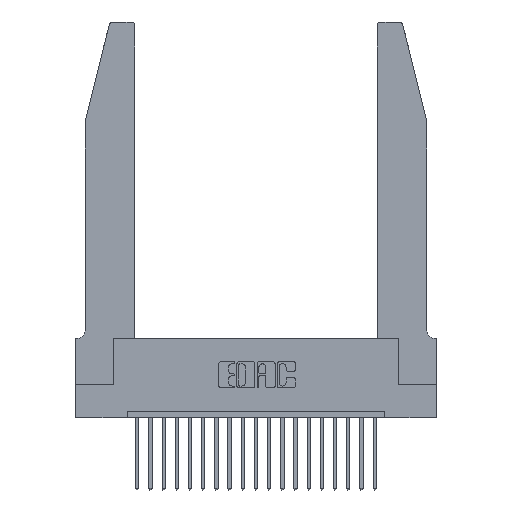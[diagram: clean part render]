
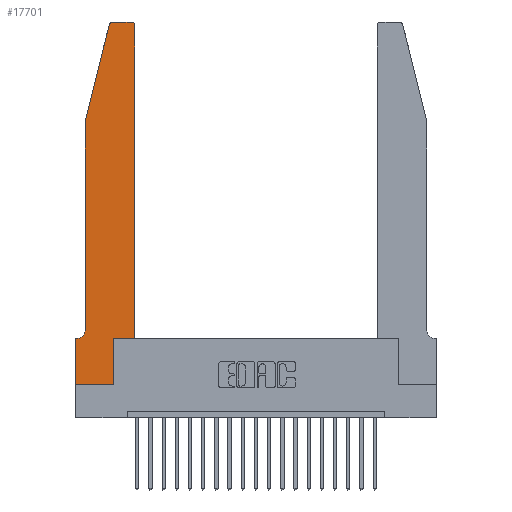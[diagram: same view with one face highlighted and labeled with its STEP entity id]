
A CAD part, top view. The second image highlights one B-rep face of the part: STEP entity #17701.
In plain terms, the highlighted planar face has unit normal (0, 0, 1).
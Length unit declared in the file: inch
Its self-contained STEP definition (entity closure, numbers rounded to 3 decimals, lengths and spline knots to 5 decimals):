
#323 = DIRECTION ( 'NONE',  ( 0., 0., 1. ) ) ;
#470 = EDGE_CURVE ( 'NONE', #6366, #9411, #15685, .T. ) ;
#682 = EDGE_CURVE ( 'NONE', #17073, #20517, #21119, .T. ) ;
#828 = CARTESIAN_POINT ( 'NONE',  ( 0.4205, 2.72, 0.37 ) ) ;
#1315 = DIRECTION ( 'NONE',  ( -0.239, -0.971, 0. ) ) ;
#1858 = DIRECTION ( 'NONE',  ( 1., 0., 0. ) ) ;
#1988 = CARTESIAN_POINT ( 'NONE',  ( 0.2865, 0.35, 0.37 ) ) ;
#2136 = EDGE_CURVE ( 'NONE', #6798, #17840, #18660, .T. ) ;
#2159 = DIRECTION ( 'NONE',  ( -1., 0., 0. ) ) ;
#2289 = CARTESIAN_POINT ( 'NONE',  ( 0.0755, 2., 0.37 ) ) ;
#2611 = CARTESIAN_POINT ( 'NONE',  ( 0.0055, 0.42, 0.37 ) ) ;
#2906 = EDGE_CURVE ( 'NONE', #20753, #22122, #3130, .T. ) ;
#2966 = ORIENTED_EDGE ( 'NONE', *, *, #2136, .T. ) ;
#3130 = LINE ( 'NONE', #20860, #6293 ) ;
#3656 = VECTOR ( 'NONE', #1858, 39.37008 ) ;
#3961 = EDGE_CURVE ( 'NONE', #18366, #17073, #21831, .T. ) ;
#4112 = PLANE ( 'NONE',  #19048 ) ;
#4199 = DIRECTION ( 'NONE',  ( 1., 0., 0. ) ) ;
#4741 = CARTESIAN_POINT ( 'NONE',  ( 0.2865, 0.35, 0.37 ) ) ;
#5017 = DIRECTION ( 'NONE',  ( -1., 0., 0. ) ) ;
#5153 = ORIENTED_EDGE ( 'NONE', *, *, #682, .T. ) ;
#5343 = EDGE_CURVE ( 'NONE', #20517, #20753, #21241, .T. ) ;
#5383 = LINE ( 'NONE', #20202, #10422 ) ;
#6293 = VECTOR ( 'NONE', #13872, 39.37008 ) ;
#6366 = VERTEX_POINT ( 'NONE', #12511 ) ;
#6741 = EDGE_CURVE ( 'NONE', #9411, #10906, #14667, .T. ) ;
#6798 = VERTEX_POINT ( 'NONE', #13584 ) ;
#7044 = CARTESIAN_POINT ( 'NONE',  ( 0.4505, 0.35, 0.37 ) ) ;
#7374 = DIRECTION ( 'NONE',  ( -1., 0., 0. ) ) ;
#7648 = DIRECTION ( 'NONE',  ( 0., 0., 1. ) ) ;
#8230 = VECTOR ( 'NONE', #1315, 39.37008 ) ;
#8435 = EDGE_CURVE ( 'NONE', #22122, #10325, #13155, .T. ) ;
#9411 = VERTEX_POINT ( 'NONE', #2289 ) ;
#9527 = ORIENTED_EDGE ( 'NONE', *, *, #5343, .T. ) ;
#9894 = ORIENTED_EDGE ( 'NONE', *, *, #6741, .T. ) ;
#9898 = VERTEX_POINT ( 'NONE', #16197 ) ;
#10018 = LINE ( 'NONE', #16988, #18599 ) ;
#10291 = DIRECTION ( 'NONE',  ( 0., 1., 0. ) ) ;
#10325 = VERTEX_POINT ( 'NONE', #13357 ) ;
#10422 = VECTOR ( 'NONE', #5017, 39.37008 ) ;
#10430 = CARTESIAN_POINT ( 'NONE',  ( 0.0755, 0.42, 0.37 ) ) ;
#10798 = EDGE_CURVE ( 'NONE', #10325, #9898, #5383, .T. ) ;
#10906 = VERTEX_POINT ( 'NONE', #10430 ) ;
#10966 = FACE_OUTER_BOUND ( 'NONE', #14103, .T. ) ;
#11236 = CARTESIAN_POINT ( 'NONE',  ( 0.0755, 2., 0.37 ) ) ;
#11327 = CARTESIAN_POINT ( 'NONE',  ( 0.2865, 0., 0.37 ) ) ;
#11655 = DIRECTION ( 'NONE',  ( 0., -1., 0. ) ) ;
#12183 = DIRECTION ( 'NONE',  ( 1., 0., 0. ) ) ;
#12511 = CARTESIAN_POINT ( 'NONE',  ( 0.25487, 2.72718, 0.37 ) ) ;
#12586 = CIRCLE ( 'NONE', #20868, 0.07 ) ;
#12726 = CARTESIAN_POINT ( 'NONE',  ( 0., 0.35, 0.37 ) ) ;
#13155 = CIRCLE ( 'NONE', #15717, 0.03 ) ;
#13294 = ORIENTED_EDGE ( 'NONE', *, *, #10798, .T. ) ;
#13357 = CARTESIAN_POINT ( 'NONE',  ( 0.4205, 2.75, 0.37 ) ) ;
#13584 = CARTESIAN_POINT ( 'NONE',  ( 0.0055, 0.35, 0.37 ) ) ;
#13716 = CARTESIAN_POINT ( 'NONE',  ( 0., 0., 0.37 ) ) ;
#13872 = DIRECTION ( 'NONE',  ( 0., 1., 0. ) ) ;
#14103 = EDGE_LOOP ( 'NONE', ( #13294, #17600, #15599, #9894, #14966, #2966, #15243, #20293, #5153, #9527, #21186, #16130 ) ) ;
#14327 = CARTESIAN_POINT ( 'NONE',  ( 0.4505, 2.72, 0.37 ) ) ;
#14667 = LINE ( 'NONE', #16590, #16829 ) ;
#14899 = DIRECTION ( 'NONE',  ( 1., 0., 0. ) ) ;
#14934 = CARTESIAN_POINT ( 'NONE',  ( 0., 0., 0.37 ) ) ;
#14966 = ORIENTED_EDGE ( 'NONE', *, *, #16878, .T. ) ;
#15243 = ORIENTED_EDGE ( 'NONE', *, *, #21269, .T. ) ;
#15542 = CIRCLE ( 'NONE', #15853, 0.03 ) ;
#15554 = CARTESIAN_POINT ( 'NONE',  ( 0.284, 2.72, 0.37 ) ) ;
#15599 = ORIENTED_EDGE ( 'NONE', *, *, #470, .T. ) ;
#15685 = LINE ( 'NONE', #11236, #8230 ) ;
#15717 = AXIS2_PLACEMENT_3D ( 'NONE', #828, #21438, #4199 ) ;
#15853 = AXIS2_PLACEMENT_3D ( 'NONE', #15554, #323, #12183 ) ;
#16038 = VECTOR ( 'NONE', #14899, 39.37008 ) ;
#16130 = ORIENTED_EDGE ( 'NONE', *, *, #8435, .T. ) ;
#16197 = CARTESIAN_POINT ( 'NONE',  ( 0.284, 2.75, 0.37 ) ) ;
#16590 = CARTESIAN_POINT ( 'NONE',  ( 0.0755, 2., 0.37 ) ) ;
#16829 = VECTOR ( 'NONE', #11655, 39.37008 ) ;
#16878 = EDGE_CURVE ( 'NONE', #10906, #6798, #12586, .T. ) ;
#16988 = CARTESIAN_POINT ( 'NONE',  ( 0., 0., 0.37 ) ) ;
#17073 = VERTEX_POINT ( 'NONE', #11327 ) ;
#17600 = ORIENTED_EDGE ( 'NONE', *, *, #21429, .T. ) ;
#17701 = ADVANCED_FACE ( 'NONE', ( #10966 ), #4112, .T. ) ;
#17840 = VERTEX_POINT ( 'NONE', #18231 ) ;
#17900 = DIRECTION ( 'NONE',  ( 0., 0., -1. ) ) ;
#18231 = CARTESIAN_POINT ( 'NONE',  ( 0., 0.35, 0.37 ) ) ;
#18366 = VERTEX_POINT ( 'NONE', #14934 ) ;
#18599 = VECTOR ( 'NONE', #22083, 39.37008 ) ;
#18660 = LINE ( 'NONE', #20780, #19762 ) ;
#19048 = AXIS2_PLACEMENT_3D ( 'NONE', #12726, #7648, #19704 ) ;
#19704 = DIRECTION ( 'NONE',  ( 1., 0., 0. ) ) ;
#19762 = VECTOR ( 'NONE', #2159, 39.37008 ) ;
#20202 = CARTESIAN_POINT ( 'NONE',  ( 0.2605, 2.75, 0.37 ) ) ;
#20293 = ORIENTED_EDGE ( 'NONE', *, *, #3961, .T. ) ;
#20517 = VERTEX_POINT ( 'NONE', #4741 ) ;
#20753 = VERTEX_POINT ( 'NONE', #7044 ) ;
#20780 = CARTESIAN_POINT ( 'NONE',  ( 0.0755, 0.35, 0.37 ) ) ;
#20860 = CARTESIAN_POINT ( 'NONE',  ( 0.4505, 0.35, 0.37 ) ) ;
#20868 = AXIS2_PLACEMENT_3D ( 'NONE', #2611, #17900, #7374 ) ;
#21119 = LINE ( 'NONE', #1988, #21376 ) ;
#21186 = ORIENTED_EDGE ( 'NONE', *, *, #2906, .T. ) ;
#21241 = LINE ( 'NONE', #21582, #16038 ) ;
#21269 = EDGE_CURVE ( 'NONE', #17840, #18366, #10018, .T. ) ;
#21376 = VECTOR ( 'NONE', #10291, 39.37008 ) ;
#21429 = EDGE_CURVE ( 'NONE', #9898, #6366, #15542, .T. ) ;
#21438 = DIRECTION ( 'NONE',  ( 0., 0., 1. ) ) ;
#21582 = CARTESIAN_POINT ( 'NONE',  ( 0.4505, 0.35, 0.37 ) ) ;
#21831 = LINE ( 'NONE', #13716, #3656 ) ;
#22083 = DIRECTION ( 'NONE',  ( 0., -1., 0. ) ) ;
#22122 = VERTEX_POINT ( 'NONE', #14327 ) ;
